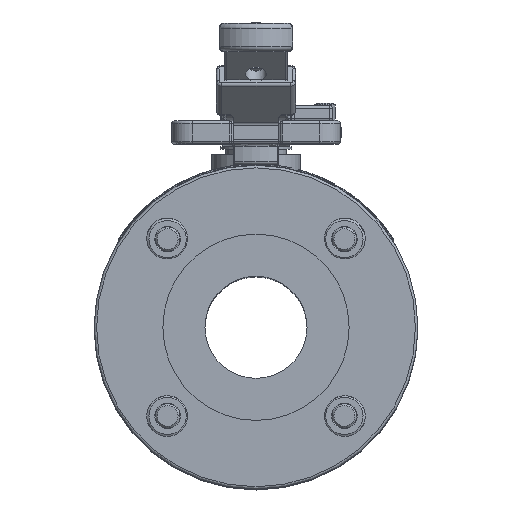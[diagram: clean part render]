
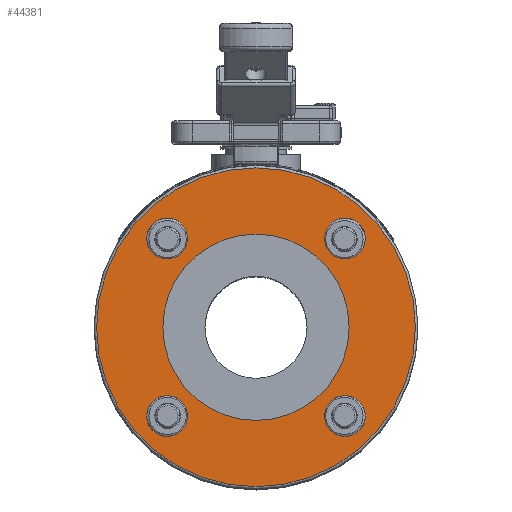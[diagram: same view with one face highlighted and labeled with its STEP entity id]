
A CAD part, top view. The second image highlights one B-rep face of the part: STEP entity #44381.
In plain terms, the highlighted planar face has unit normal (0, 0, 1).
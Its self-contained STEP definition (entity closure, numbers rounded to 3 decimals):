
#9865=PLANE('',#46844);
#10646=FACE_BOUND('',#14915,.T.);
#10647=FACE_BOUND('',#14916,.T.);
#10648=FACE_BOUND('',#14917,.T.);
#10649=FACE_BOUND('',#14918,.T.);
#10650=FACE_BOUND('',#14919,.T.);
#12296=FACE_OUTER_BOUND('',#14914,.T.);
#14914=EDGE_LOOP('',(#35640));
#14915=EDGE_LOOP('',(#35641));
#14916=EDGE_LOOP('',(#35642));
#14917=EDGE_LOOP('',(#35643));
#14918=EDGE_LOOP('',(#35644));
#14919=EDGE_LOOP('',(#35645));
#16606=CIRCLE('',#46842,62.5);
#16607=CIRCLE('',#46845,36.5);
#16608=CIRCLE('',#46846,8.);
#16609=CIRCLE('',#46847,8.);
#16610=CIRCLE('',#46848,8.);
#16611=CIRCLE('',#46849,8.);
#19846=VERTEX_POINT('',#80593);
#19847=VERTEX_POINT('',#80597);
#19848=VERTEX_POINT('',#80599);
#19849=VERTEX_POINT('',#80601);
#19850=VERTEX_POINT('',#80603);
#19851=VERTEX_POINT('',#80605);
#25346=EDGE_CURVE('',#19846,#19846,#16606,.T.);
#25347=EDGE_CURVE('',#19847,#19847,#16607,.T.);
#25348=EDGE_CURVE('',#19848,#19848,#16608,.T.);
#25349=EDGE_CURVE('',#19849,#19849,#16609,.T.);
#25350=EDGE_CURVE('',#19850,#19850,#16610,.T.);
#25351=EDGE_CURVE('',#19851,#19851,#16611,.T.);
#35640=ORIENTED_EDGE('',*,*,#25346,.F.);
#35641=ORIENTED_EDGE('',*,*,#25347,.T.);
#35642=ORIENTED_EDGE('',*,*,#25348,.T.);
#35643=ORIENTED_EDGE('',*,*,#25349,.T.);
#35644=ORIENTED_EDGE('',*,*,#25350,.T.);
#35645=ORIENTED_EDGE('',*,*,#25351,.T.);
#44381=ADVANCED_FACE('',(#12296,#10646,#10647,#10648,#10649,#10650),#9865,
 .F.);
#46842=AXIS2_PLACEMENT_3D('',#80594,#53114,#53115);
#46844=AXIS2_PLACEMENT_3D('',#80596,#53118,#53119);
#46845=AXIS2_PLACEMENT_3D('',#80598,#53120,#53121);
#46846=AXIS2_PLACEMENT_3D('',#80600,#53122,#53123);
#46847=AXIS2_PLACEMENT_3D('',#80602,#53124,#53125);
#46848=AXIS2_PLACEMENT_3D('',#80604,#53126,#53127);
#46849=AXIS2_PLACEMENT_3D('',#80606,#53128,#53129);
#53114=DIRECTION('center_axis',(0.,0.,-1.));
#53115=DIRECTION('ref_axis',(1.,0.,0.));
#53118=DIRECTION('center_axis',(0.,0.,-1.));
#53119=DIRECTION('ref_axis',(-1.,0.,0.));
#53120=DIRECTION('center_axis',(0.,0.,-1.));
#53121=DIRECTION('ref_axis',(1.,0.,0.));
#53122=DIRECTION('center_axis',(0.,0.,-1.));
#53123=DIRECTION('ref_axis',(1.,0.,0.));
#53124=DIRECTION('center_axis',(0.,0.,-1.));
#53125=DIRECTION('ref_axis',(1.,0.,0.));
#53126=DIRECTION('center_axis',(0.,0.,-1.));
#53127=DIRECTION('ref_axis',(1.,0.,0.));
#53128=DIRECTION('center_axis',(0.,0.,-1.));
#53129=DIRECTION('ref_axis',(1.,0.,0.));
#80593=CARTESIAN_POINT('',(-62.5,0.,163.4));
#80594=CARTESIAN_POINT('Origin',(0.,0.,163.4));
#80596=CARTESIAN_POINT('Origin',(0.,0.,
163.4));
#80597=CARTESIAN_POINT('',(-36.5,0.,163.4));
#80598=CARTESIAN_POINT('Origin',(0.,0.,163.4));
#80599=CARTESIAN_POINT('',(-42.825,34.825,163.4));
#80600=CARTESIAN_POINT('Origin',(-34.825,34.825,163.4));
#80601=CARTESIAN_POINT('',(-42.825,-34.825,163.4));
#80602=CARTESIAN_POINT('Origin',(-34.825,-34.825,163.4));
#80603=CARTESIAN_POINT('',(26.825,-34.825,163.4));
#80604=CARTESIAN_POINT('Origin',(34.825,-34.825,163.4));
#80605=CARTESIAN_POINT('',(26.825,34.825,163.4));
#80606=CARTESIAN_POINT('Origin',(34.825,34.825,163.4));
